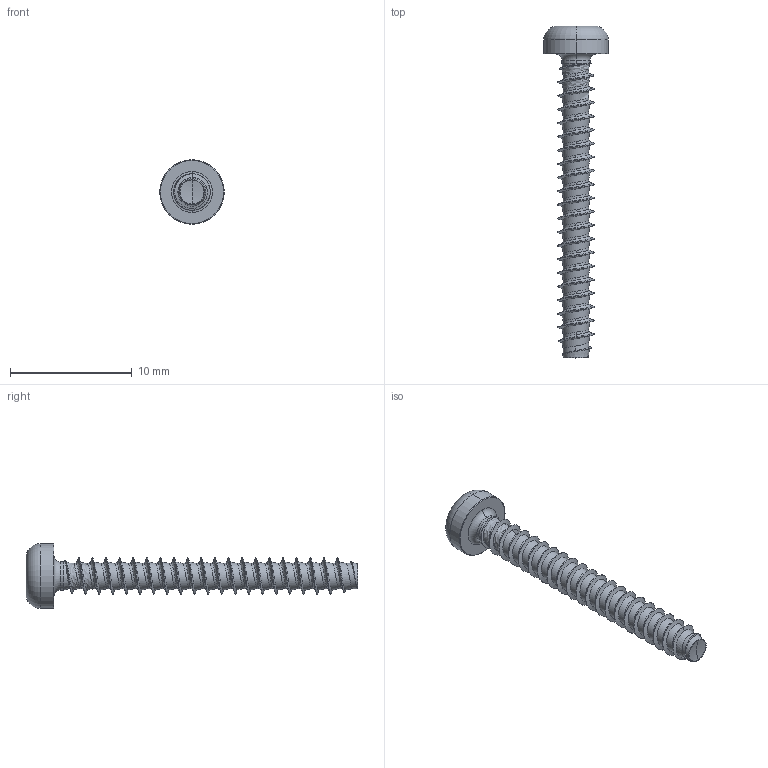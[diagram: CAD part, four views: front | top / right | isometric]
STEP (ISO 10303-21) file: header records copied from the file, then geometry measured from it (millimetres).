
FILE_DESCRIPTION (( 'STEP AP203' ), '1' );
FILE_NAME ('STP420300250.STEP', '2017-08-16T14:49:01', ( '' ), ( '' ), 'SwSTEP 2.0', 'SolidWorks 2015', '' );
FILE_SCHEMA (( 'CONFIG_CONTROL_DESIGN' ));
Length unit declared in the file: millimetre
Products named in the file (1): STP420300250
Bounding box: 5.3 x 27.3 x 5.3 mm (x, y, z)
Volume: 142.2 mm3; surface area: 361.1 mm2
Topology: 1 solids, 1 shells, 132 faces, 333 edges, 205 vertices
Faces by surface type: cylinder 70, bspline 35, cone 10, torus 10, sphere 4, plane 3
Entity records: 32962 total; most frequent: CARTESIAN_POINT 30196, ORIENTED_EDGE 666, DIRECTION 428, EDGE_CURVE 333, VERTEX_POINT 205, AXIS2_PLACEMENT_3D 172, EDGE_LOOP 134, ADVANCED_FACE 132
